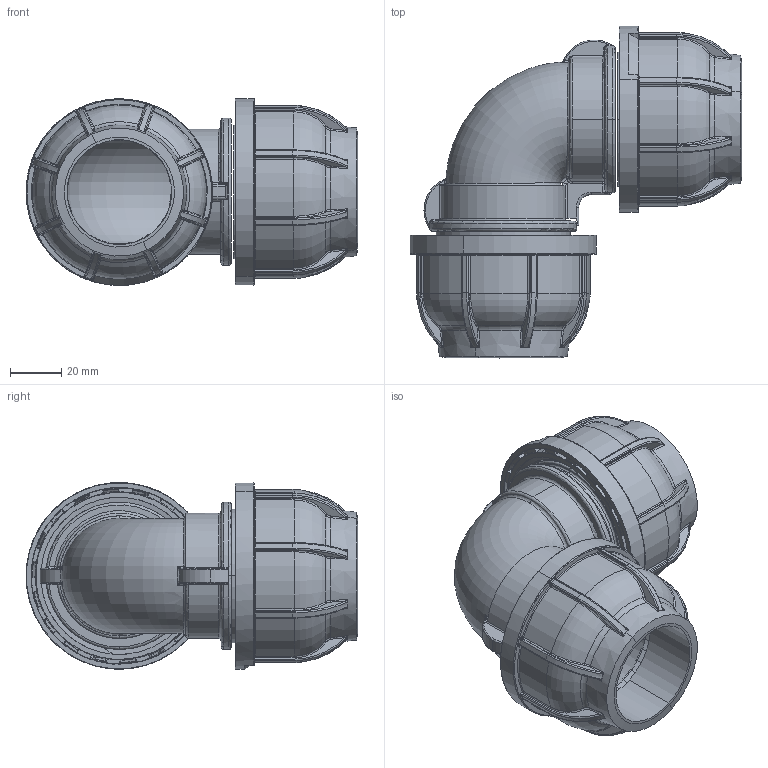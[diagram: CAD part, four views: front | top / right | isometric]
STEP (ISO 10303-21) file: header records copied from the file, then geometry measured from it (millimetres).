
FILE_DESCRIPTION (( 'STEP AP203' ), '1' );
FILE_NAME ('R213.040.040.step', '2013-11-19T09:21:52', ( 'Alusic' ), ( 'Alusic' ), 'SwSTEP 2.0', 'SolidWorks 2011', '' );
FILE_SCHEMA (( 'CONFIG_CONTROL_DESIGN' ));
Length unit declared in the file: millimetre
Products named in the file (1): R213.040.040
Bounding box: 129.76 x 129.83 x 73.01 mm (x, y, z)
Surface area: 71649 mm2 (no closed solid volume)
Topology: 0 solids, 52 shells, 1044 faces, 3344 edges, 2146 vertices
Faces by surface type: bspline 312, cylinder 281, plane 217, torus 210, cone 22, sphere 2
Entity records: 50647 total; most frequent: CARTESIAN_POINT 25576, ORIENTED_EDGE 5166, DIRECTION 4724, EDGE_CURVE 3257, VERTEX_POINT 2146, AXIS2_PLACEMENT_3D 1996, CIRCLE 1263, EDGE_LOOP 1052
